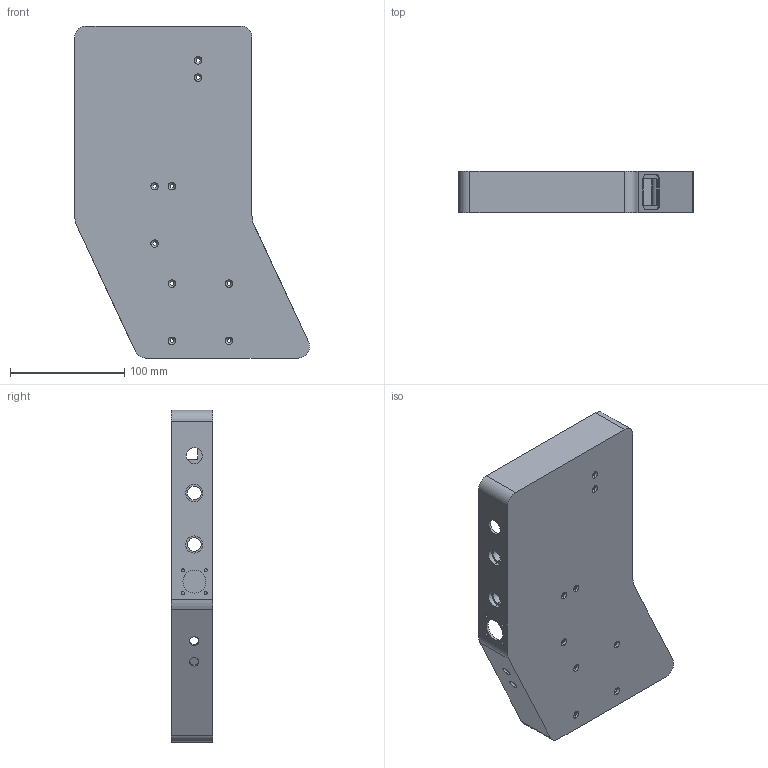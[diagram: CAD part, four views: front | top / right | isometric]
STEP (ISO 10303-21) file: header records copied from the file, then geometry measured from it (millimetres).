
FILE_DESCRIPTION (( 'STEP AP203' ), '1' );
FILE_NAME ('Êîðïóñ.STEP', '2020-08-05T06:28:49', ( 'admin' ), ( '' ), 'SwSTEP 2.0', 'SolidWorks 2015', '' );
FILE_SCHEMA (( 'CONFIG_CONTROL_DESIGN' ));
Length unit declared in the file: millimetre
Products named in the file (1): 扻豵鵨
Bounding box: 205.24 x 36 x 290 mm (x, y, z)
Volume: 387490.5 mm3; surface area: 168704.6 mm2
Topology: 1 solids, 1 shells, 205 faces, 528 edges, 346 vertices
Faces by surface type: cylinder 120, plane 67, cone 18
Entity records: 6497 total; most frequent: DIRECTION 1198, CARTESIAN_POINT 1080, ORIENTED_EDGE 1056, EDGE_CURVE 528, AXIS2_PLACEMENT_3D 464, VERTEX_POINT 346, LINE 270, VECTOR 270
